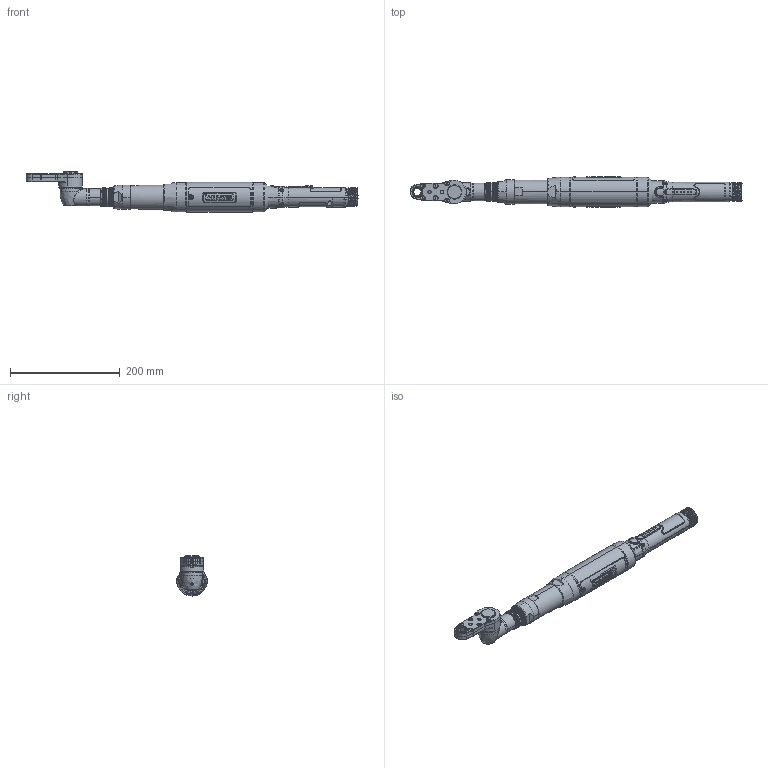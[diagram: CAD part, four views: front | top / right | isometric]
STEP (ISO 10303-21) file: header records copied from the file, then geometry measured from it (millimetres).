
FILE_DESCRIPTION((''),'2;1');
FILE_NAME('EB44LC508-35','2018-07-09T',('CEG0317'),(''),'PRO/ENGINEER BY PARAMETRIC TECHNOLOGY CORPORATION, 2016360','PRO/ENGINEER BY PARAMETRIC TECHNOLOGY CORPORATION, 2016360','');
FILE_SCHEMA(('CONFIG_CONTROL_DESIGN'));
Products named in the file (1): EB44LC508-35
Bounding box: 604.48 x 55.37 x 73.14 mm (x, y, z)
Surface area: 190599 mm2 (no closed solid volume)
Topology: 0 solids, 156 shells, 2130 faces, 7671 edges, 5480 vertices
Faces by surface type: plane 692, cylinder 635, bspline 351, cone 241, torus 117, extrusion 68, sphere 26
Entity records: 122241 total; most frequent: CARTESIAN_POINT 64716, ORIENTED_EDGE 11636, DIRECTION 9992, EDGE_CURVE 7669, VERTEX_POINT 5480, AXIS2_PLACEMENT_3D 3674, B_SPLINE_CURVE_WITH_KNOTS 3198, VECTOR 2644
